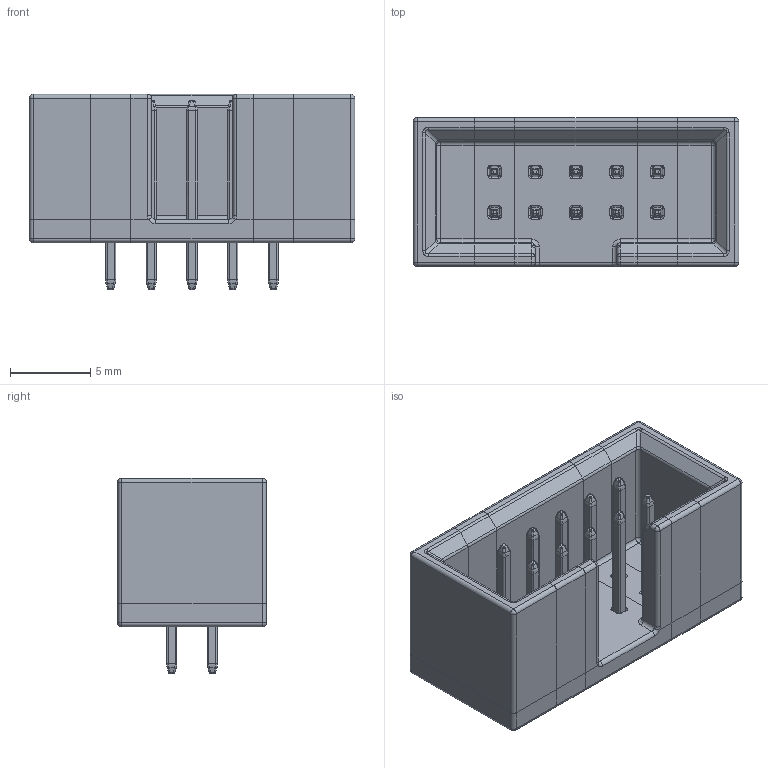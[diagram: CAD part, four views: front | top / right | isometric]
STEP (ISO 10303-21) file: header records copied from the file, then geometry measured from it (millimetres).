
FILE_DESCRIPTION(('FreeCAD Model'),'2;1');
FILE_NAME('Open CASCADE Shape Model','2023-08-12T01:46:37',(''),(''), 'Open CASCADE STEP processor 7.6','FreeCAD','Unknown');
FILE_SCHEMA(('AUTOMOTIVE_DESIGN { 1 0 10303 214 1 1 1 1 }'));
Length unit declared in the file: millimetre
Products named in the file (9): Unnamed; Terminals; Terminals_Single; MidCasing_Odd; LeftMidCasing; MidCasing_Single; RightMidCasing; EdgeCasing; EdgeCasing_OneSide
Assembly tree (19 placements, depth 3):
  Unnamed
    Terminals
      Terminals_Single  x10
    MidCasing_Odd
    LeftMidCasing
      MidCasing_Single
    RightMidCasing
      MidCasing_Single
    EdgeCasing
      EdgeCasing_OneSide  x2
Bounding box: 20.32 x 9.27 x 12.19 mm (x, y, z)
Volume: 850.9 mm3; surface area: 1781.6 mm2
Topology: 15 solids, 15 shells, 1121 faces, 2539 edges, 1352 vertices
Faces by surface type: cylinder 491, plane 276, bspline 254, torus 84, sphere 16
Entity records: 26362 total; most frequent: CARTESIAN_POINT 7562, DIRECTION 3623, LINE 2056, VECTOR 2056, ORIENTED_EDGE 1844, PCURVE 1844, DEFINITIONAL_REPRESENTATION 1844, EDGE_CURVE 922
